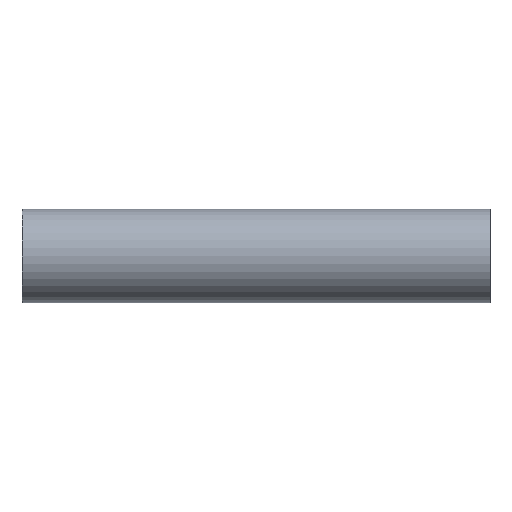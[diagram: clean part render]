
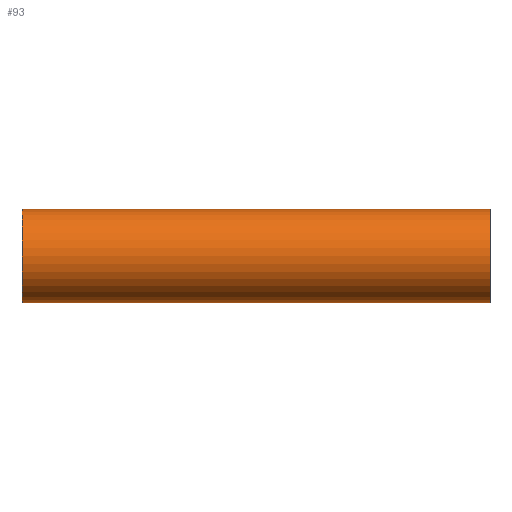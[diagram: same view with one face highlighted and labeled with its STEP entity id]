
A CAD part, front view. The second image highlights one B-rep face of the part: STEP entity #93.
In plain terms, the highlighted cylindrical face has radius 500 mm (diameter 1000 mm), a partial arc.
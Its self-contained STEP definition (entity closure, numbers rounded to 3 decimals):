
#57 = EDGE_CURVE( '', #61, #85, #128, .T. );
#61 = VERTEX_POINT( '', #132 );
#63 = VERTEX_POINT( '', #134 );
#67 = EDGE_CURVE( '', #63, #95, #138, .T. );
#85 = VERTEX_POINT( '', #162 );
#87 = EDGE_CURVE( '', #95, #61, #164, .T. );
#93 = ADVANCED_FACE( '', ( #170 ), #171, .T. );
#95 = VERTEX_POINT( '', #173 );
#101 = EDGE_CURVE( '', #85, #63, #179, .T. );
#128 = CIRCLE( '', #199, 500. );
#132 = CARTESIAN_POINT( '', ( 5000., 0., -500. ) );
#134 = CARTESIAN_POINT( '', ( 0., 0., 500. ) );
#138 = CIRCLE( '', #210, 500. );
#162 = CARTESIAN_POINT( '', ( 5000., 0., 500. ) );
#164 = LINE( '', #241, #242 );
#170 = FACE_OUTER_BOUND( '', #248, .T. );
#171 = CYLINDRICAL_SURFACE( '', #249, 500. );
#173 = CARTESIAN_POINT( '', ( 0., 0., -500. ) );
#179 = LINE( '', #259, #260 );
#199 = AXIS2_PLACEMENT_3D( '', #280, #281, #282 );
#210 = AXIS2_PLACEMENT_3D( '', #287, #288, #289 );
#241 = CARTESIAN_POINT( '', ( 0., 0., -500. ) );
#242 = VECTOR( '', #329, 1. );
#248 = EDGE_LOOP( '', ( #331, #332, #333, #334 ) );
#249 = AXIS2_PLACEMENT_3D( '', #335, #336, #337 );
#259 = CARTESIAN_POINT( '', ( 0., 0., 500. ) );
#260 = VECTOR( '', #341, 1. );
#280 = CARTESIAN_POINT( '', ( 5000., 0., 0. ) );
#281 = DIRECTION( '', ( -1., 0., 0. ) );
#282 = DIRECTION( '', ( 0., 0., -1. ) );
#287 = CARTESIAN_POINT( '', ( 0., 0., 0. ) );
#288 = DIRECTION( '', ( 1., 0., 0. ) );
#289 = DIRECTION( '', ( 0., 0., -1. ) );
#329 = DIRECTION( '', ( 1., 0., 0. ) );
#331 = ORIENTED_EDGE( '', *, *, #87, .T. );
#332 = ORIENTED_EDGE( '', *, *, #57, .T. );
#333 = ORIENTED_EDGE( '', *, *, #101, .T. );
#334 = ORIENTED_EDGE( '', *, *, #67, .T. );
#335 = CARTESIAN_POINT( '', ( 0., 0., 0. ) );
#336 = DIRECTION( '', ( -1., 0., 0. ) );
#337 = DIRECTION( '', ( 0., 0., -1. ) );
#341 = DIRECTION( '', ( -1., 0., 0. ) );
